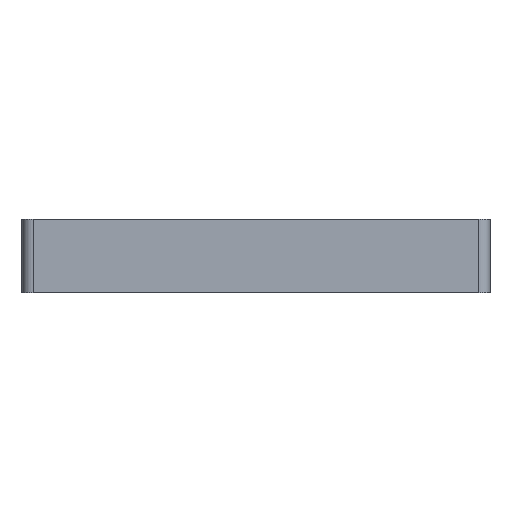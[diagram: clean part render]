
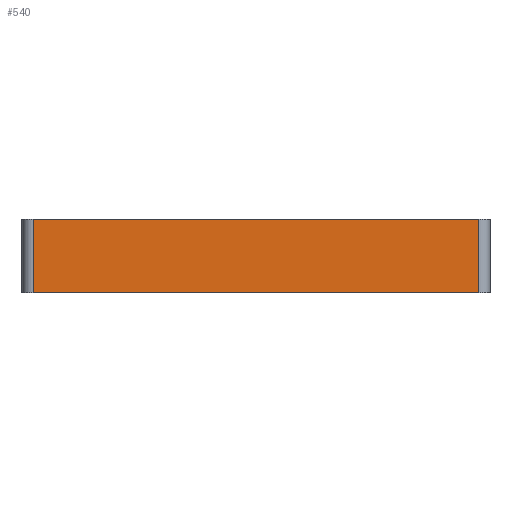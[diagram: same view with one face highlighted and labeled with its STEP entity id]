
A CAD part, front view. The second image highlights one B-rep face of the part: STEP entity #540.
In plain terms, the highlighted planar face has unit normal (0, -1, 0).
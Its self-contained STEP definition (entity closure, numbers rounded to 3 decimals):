
#36=PLANE('',#569);
#64=FACE_OUTER_BOUND('',#96,.T.);
#96=EDGE_LOOP('',(#435,#436,#437,#438));
#129=LINE('',#6064,#164);
#130=LINE('',#6066,#165);
#131=LINE('',#6068,#166);
#132=LINE('',#6069,#167);
#164=VECTOR('',#620,10.);
#165=VECTOR('',#621,10.);
#166=VECTOR('',#622,10.);
#167=VECTOR('',#623,10.);
#251=VERTEX_POINT('',#6062);
#252=VERTEX_POINT('',#6063);
#253=VERTEX_POINT('',#6065);
#254=VERTEX_POINT('',#6067);
#321=EDGE_CURVE('',#251,#252,#129,.T.);
#322=EDGE_CURVE('',#252,#253,#130,.T.);
#323=EDGE_CURVE('',#254,#253,#131,.T.);
#324=EDGE_CURVE('',#251,#254,#132,.T.);
#435=ORIENTED_EDGE('',*,*,#321,.T.);
#436=ORIENTED_EDGE('',*,*,#322,.T.);
#437=ORIENTED_EDGE('',*,*,#323,.F.);
#438=ORIENTED_EDGE('',*,*,#324,.F.);
#540=ADVANCED_FACE('',(#64),#36,.T.);
#569=AXIS2_PLACEMENT_3D('',#6061,#618,#619);
#618=DIRECTION('center_axis',(0.,-1.,0.));
#619=DIRECTION('ref_axis',(1.,0.,0.));
#620=DIRECTION('',(1.,0.,0.));
#621=DIRECTION('',(0.,0.,1.));
#622=DIRECTION('',(1.,0.,0.));
#623=DIRECTION('',(0.,0.,1.));
#6061=CARTESIAN_POINT('Origin',(205.1,-295.867,35.675));
#6062=CARTESIAN_POINT('',(205.1,-295.867,35.675));
#6063=CARTESIAN_POINT('',(281.1,-295.867,35.675));
#6064=CARTESIAN_POINT('',(205.1,-295.867,35.675));
#6065=CARTESIAN_POINT('',(281.1,-295.867,48.175));
#6066=CARTESIAN_POINT('',(281.1,-295.867,35.675));
#6067=CARTESIAN_POINT('',(205.1,-295.867,48.175));
#6068=CARTESIAN_POINT('',(205.1,-295.867,48.175));
#6069=CARTESIAN_POINT('',(205.1,-295.867,35.675));
